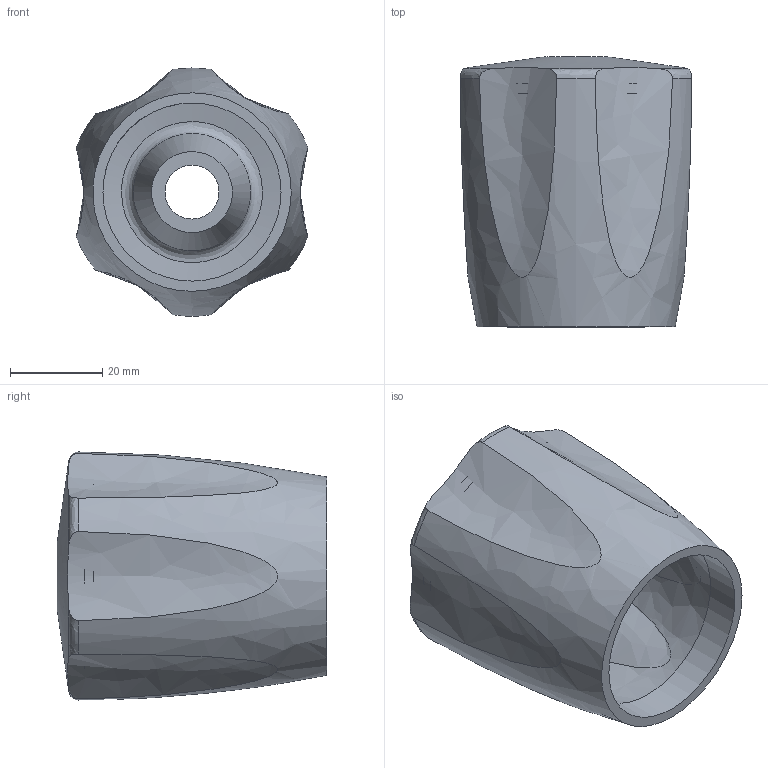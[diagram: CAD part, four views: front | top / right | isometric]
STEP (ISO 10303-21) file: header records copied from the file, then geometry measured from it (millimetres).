
FILE_DESCRIPTION(('FreeCAD Model'),'2;1');
FILE_NAME('Open CASCADE Shape Model','2025-05-04T05:47:39',('FreeCAD'),( 'FreeCAD'),'Open CASCADE STEP processor 7.6','FreeCAD','Unknown');
FILE_SCHEMA(('AUTOMOTIVE_DESIGN { 1 0 10303 214 1 1 1 1 }'));
Length unit declared in the file: millimetre
Products named in the file (1): Open CASCADE STEP translator 7.6 1
Bounding box: 50.36 x 58.66 x 53.93 mm (x, y, z)
Volume: 37992.2 mm3; surface area: 29261.5 mm2
Topology: 7 solids, 7 shells, 43 faces, 94 edges, 66 vertices
Faces by surface type: bspline 43
Entity records: 1936 total; most frequent: CARTESIAN_POINT 1378, ORIENTED_EDGE 188, EDGE_CURVE 94, VERTEX_POINT 66, FACE_BOUND 46, EDGE_LOOP 46, ADVANCED_FACE 43, B_SPLINE_CURVE_WITH_KNOTS 43
